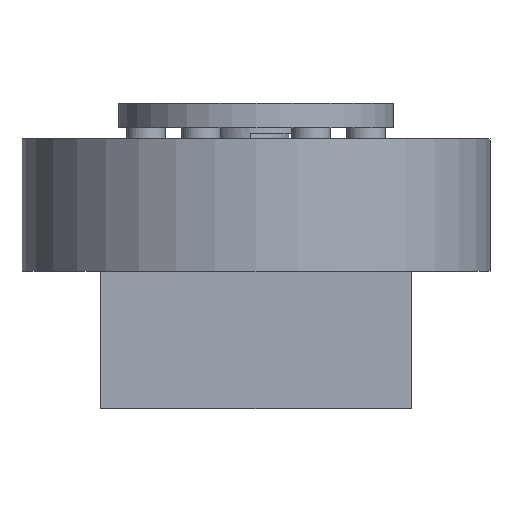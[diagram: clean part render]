
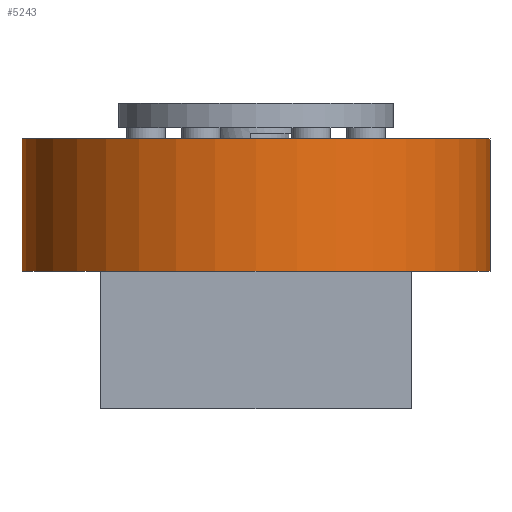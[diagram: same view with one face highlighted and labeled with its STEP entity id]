
A CAD part, front view. The second image highlights one B-rep face of the part: STEP entity #5243.
In plain terms, the highlighted cylindrical face has radius 42.5 mm (diameter 85 mm), a full revolution.
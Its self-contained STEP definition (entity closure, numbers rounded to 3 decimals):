
#128=LINE('',#8474,#411);
#411=VECTOR('',#6755,42.5);
#692=CYLINDRICAL_SURFACE('',#5725,42.5);
#1130=FACE_OUTER_BOUND('',#1499,.T.);
#1499=EDGE_LOOP('',(#3915,#3916,#3917,#3918));
#2011=CIRCLE('',#5650,42.5);
#2044=CIRCLE('',#5726,42.5);
#2446=VERTEX_POINT('',#8334);
#2478=VERTEX_POINT('',#8473);
#2955=EDGE_CURVE('',#2446,#2446,#2011,.T.);
#3019=EDGE_CURVE('',#2446,#2478,#128,.T.);
#3020=EDGE_CURVE('',#2478,#2478,#2044,.T.);
#3915=ORIENTED_EDGE('',*,*,#2955,.F.);
#3916=ORIENTED_EDGE('',*,*,#3019,.T.);
#3917=ORIENTED_EDGE('',*,*,#3020,.F.);
#3918=ORIENTED_EDGE('',*,*,#3019,.F.);
#5243=ADVANCED_FACE('',(#1130),#692,.T.);
#5650=AXIS2_PLACEMENT_3D('',#8335,#6572,#6573);
#5725=AXIS2_PLACEMENT_3D('',#8472,#6753,#6754);
#5726=AXIS2_PLACEMENT_3D('',#8475,#6756,#6757);
#6572=DIRECTION('center_axis',(0.,0.,1.));
#6573=DIRECTION('ref_axis',(1.,0.,0.));
#6753=DIRECTION('center_axis',(0.,0.,1.));
#6754=DIRECTION('ref_axis',(1.,0.,0.));
#6755=DIRECTION('',(0.,0.,-1.));
#6756=DIRECTION('center_axis',(0.,0.,-1.));
#6757=DIRECTION('ref_axis',(1.,0.,0.));
#8334=CARTESIAN_POINT('',(-42.5,0.,20.));
#8335=CARTESIAN_POINT('Origin',(0.,0.,20.));
#8472=CARTESIAN_POINT('Origin',(0.,0.,0.));
#8473=CARTESIAN_POINT('',(-42.5,0.,-4.));
#8474=CARTESIAN_POINT('',(-42.5,0.,0.));
#8475=CARTESIAN_POINT('Origin',(0.,0.,-4.));
